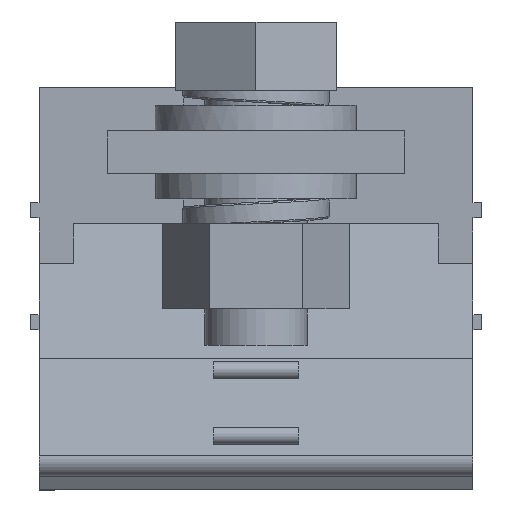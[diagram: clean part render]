
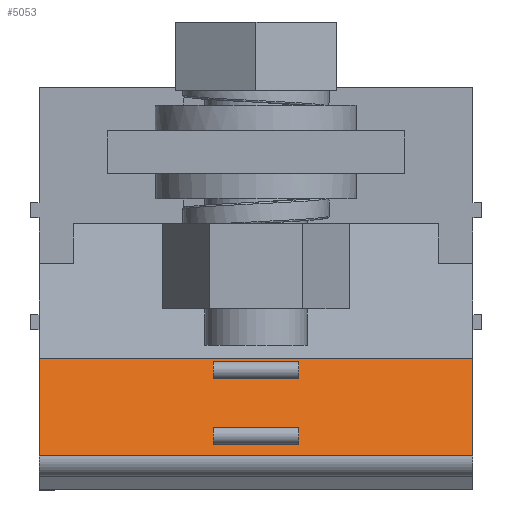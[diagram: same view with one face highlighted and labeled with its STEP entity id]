
A CAD part, front view. The second image highlights one B-rep face of the part: STEP entity #5053.
In plain terms, the highlighted planar face has unit normal (0, -0.966, 0.259).
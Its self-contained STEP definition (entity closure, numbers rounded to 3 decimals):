
#1136=ORIENTED_EDGE('',*,*,#1269,.F.);
#1137=ORIENTED_EDGE('',*,*,#1276,.T.);
#1138=ORIENTED_EDGE('',*,*,#1261,.F.);
#1139=ORIENTED_EDGE('',*,*,#1278,.F.);
#1140=ORIENTED_EDGE('',*,*,#1229,.F.);
#1141=ORIENTED_EDGE('',*,*,#1233,.F.);
#1142=ORIENTED_EDGE('',*,*,#1235,.T.);
#1143=ORIENTED_EDGE('',*,*,#1238,.F.);
#1144=ORIENTED_EDGE('',*,*,#1607,.F.);
#1145=ORIENTED_EDGE('',*,*,#1720,.T.);
#1146=ORIENTED_EDGE('',*,*,#1654,.T.);
#1147=ORIENTED_EDGE('',*,*,#1303,.F.);
#1229=EDGE_CURVE('',#1738,#1739,#2086,.T.);
#1233=EDGE_CURVE('',#1742,#1738,#2089,.T.);
#1235=EDGE_CURVE('',#1742,#1743,#2091,.T.);
#1238=EDGE_CURVE('',#1739,#1743,#2093,.T.);
#1261=EDGE_CURVE('',#1759,#1761,#2114,.T.);
#1269=EDGE_CURVE('',#1768,#1769,#2120,.T.);
#1276=EDGE_CURVE('',#1768,#1761,#2125,.T.);
#1278=EDGE_CURVE('',#1769,#1759,#2126,.T.);
#1303=EDGE_CURVE('',#1789,#1790,#2150,.T.);
#1607=EDGE_CURVE('',#2019,#1789,#2342,.T.);
#1654=EDGE_CURVE('',#2048,#1790,#2386,.T.);
#1720=EDGE_CURVE('',#2019,#2048,#2447,.T.);
#1738=VERTEX_POINT('',#6178);
#1739=VERTEX_POINT('',#6180);
#1742=VERTEX_POINT('',#6187);
#1743=VERTEX_POINT('',#6192);
#1759=VERTEX_POINT('',#6243);
#1761=VERTEX_POINT('',#6246);
#1768=VERTEX_POINT('',#6261);
#1769=VERTEX_POINT('',#6263);
#1789=VERTEX_POINT('',#6330);
#1790=VERTEX_POINT('',#6332);
#2019=VERTEX_POINT('',#8141);
#2048=VERTEX_POINT('',#8229);
#2086=LINE('',#6179,#2463);
#2089=LINE('',#6188,#2466);
#2091=LINE('',#6191,#2468);
#2093=LINE('',#6197,#2470);
#2114=LINE('',#6245,#2491);
#2120=LINE('',#6262,#2497);
#2125=LINE('',#6276,#2502);
#2126=LINE('',#6279,#2503);
#2150=LINE('',#6331,#2527);
#2342=LINE('',#8142,#2719);
#2386=LINE('',#8228,#2763);
#2447=LINE('',#8359,#2824);
#2463=VECTOR('',#5324,1000.);
#2466=VECTOR('',#5331,1000.);
#2468=VECTOR('',#5335,1000.);
#2470=VECTOR('',#5341,1000.);
#2491=VECTOR('',#5384,1000.);
#2497=VECTOR('',#5396,1000.);
#2502=VECTOR('',#5407,1000.);
#2503=VECTOR('',#5412,1000.);
#2527=VECTOR('',#5462,1000.);
#2719=VECTOR('',#5902,1000.);
#2763=VECTOR('',#5974,1000.);
#2824=VECTOR('',#6113,1000.);
#3057=EDGE_LOOP('',(#1136,#1137,#1138,#1139));
#3058=EDGE_LOOP('',(#1140,#1141,#1142,#1143));
#3059=EDGE_LOOP('',(#1144,#1145,#1146,#1147));
#3302=FACE_BOUND('',#3057,.T.);
#3303=FACE_BOUND('',#3058,.T.);
#3304=FACE_BOUND('',#3059,.T.);
#3452=PLANE('',#5295);
#5053=ADVANCED_FACE('',(#3302,#3303,#3304),#3452,.T.);
#5295=AXIS2_PLACEMENT_3D('',#8358,#6111,#6112);
#5324=DIRECTION('',(0.,0.259,0.966));
#5331=DIRECTION('',(1.,0.,0.));
#5335=DIRECTION('',(0.,0.259,0.966));
#5341=DIRECTION('',(-1.,0.,0.));
#5384=DIRECTION('',(-1.,0.,0.));
#5396=DIRECTION('',(1.,0.,0.));
#5407=DIRECTION('',(0.,0.259,0.966));
#5412=DIRECTION('',(0.,0.259,0.966));
#5462=DIRECTION('',(1.,0.,0.));
#5902=DIRECTION('',(0.,0.259,0.966));
#5974=DIRECTION('',(0.,0.259,0.966));
#6111=DIRECTION('',(0.,-0.966,0.259));
#6112=DIRECTION('',(0.,-0.259,-0.966));
#6113=DIRECTION('',(1.,0.,0.));
#6178=CARTESIAN_POINT('',(5.299,-0.183,17.912));
#6179=CARTESIAN_POINT('',(5.299,-0.711,15.942));
#6180=CARTESIAN_POINT('',(5.299,0.353,19.912));
#6187=CARTESIAN_POINT('',(-4.701,-0.183,17.912));
#6188=CARTESIAN_POINT('',(-4.701,-0.183,17.912));
#6191=CARTESIAN_POINT('',(-4.701,-0.711,15.942));
#6192=CARTESIAN_POINT('',(-4.701,0.353,19.912));
#6197=CARTESIAN_POINT('',(-4.701,0.353,19.912));
#6243=CARTESIAN_POINT('',(5.299,-1.698,12.256));
#6245=CARTESIAN_POINT('',(-4.701,-1.698,12.256));
#6246=CARTESIAN_POINT('',(-4.701,-1.698,12.256));
#6261=CARTESIAN_POINT('',(-4.701,-2.234,10.256));
#6262=CARTESIAN_POINT('',(-4.701,-2.234,10.256));
#6263=CARTESIAN_POINT('',(5.299,-2.234,10.256));
#6276=CARTESIAN_POINT('',(-4.701,-2.719,8.449));
#6279=CARTESIAN_POINT('',(5.299,-2.719,8.449));
#6330=CARTESIAN_POINT('',(-25.201,0.46,20.312));
#6331=CARTESIAN_POINT('',(-25.201,0.46,20.312));
#6332=CARTESIAN_POINT('',(25.799,0.46,20.312));
#8141=CARTESIAN_POINT('',(-25.201,-2.598,8.897));
#8142=CARTESIAN_POINT('',(-25.201,-2.598,8.897));
#8228=CARTESIAN_POINT('',(25.799,-2.598,8.897));
#8229=CARTESIAN_POINT('',(25.799,-2.598,8.897));
#8358=CARTESIAN_POINT('',(18.801,0.,18.595));
#8359=CARTESIAN_POINT('',(18.801,-2.598,8.897));
